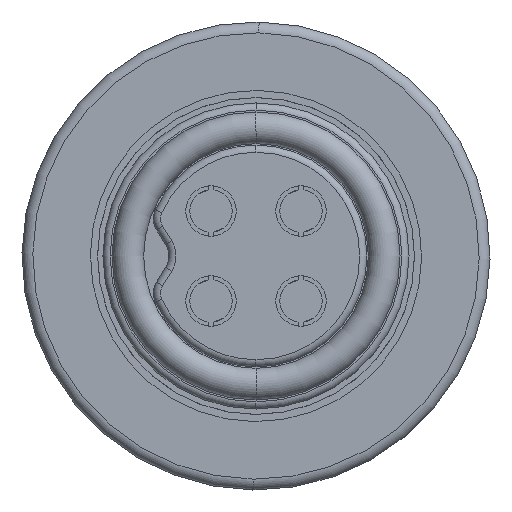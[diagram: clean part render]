
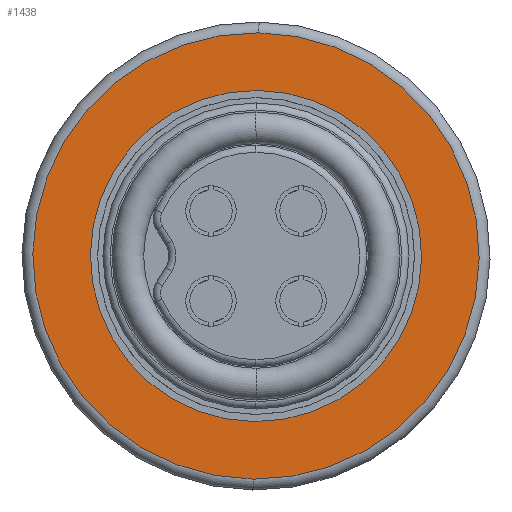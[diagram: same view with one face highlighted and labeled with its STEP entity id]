
A CAD part, left-side view. The second image highlights one B-rep face of the part: STEP entity #1438.
In plain terms, the highlighted planar face has unit normal (-1, 0, 0).
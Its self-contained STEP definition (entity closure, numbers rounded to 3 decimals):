
#7 = CARTESIAN_POINT ( 'NONE',  ( 0., 0., 2.3 ) ) ;
#244 = AXIS2_PLACEMENT_3D ( 'NONE', #278, #2422, #3061 ) ;
#278 = CARTESIAN_POINT ( 'NONE',  ( 0., 0., 0. ) ) ;
#308 = CIRCLE ( 'NONE', #244, 2.3 ) ;
#398 = EDGE_LOOP ( 'NONE', ( #1875, #3015 ) ) ;
#435 = CIRCLE ( 'NONE', #3674, 3.1 ) ;
#563 = VERTEX_POINT ( 'NONE', #3293 ) ;
#564 = FACE_BOUND ( 'NONE', #1852, .T. ) ;
#582 = DIRECTION ( 'NONE',  ( -1., 0., 0. ) ) ;
#756 = ORIENTED_EDGE ( 'NONE', *, *, #1292, .F. ) ;
#900 = AXIS2_PLACEMENT_3D ( 'NONE', #1535, #3750, #1596 ) ;
#1191 = CARTESIAN_POINT ( 'NONE',  ( 0., 0., 0. ) ) ;
#1208 = DIRECTION ( 'NONE',  ( 0., 0., -1. ) ) ;
#1292 = EDGE_CURVE ( 'NONE', #563, #3175, #308, .T. ) ;
#1386 = EDGE_CURVE ( 'NONE', #2718, #2155, #435, .T. ) ;
#1438 = ADVANCED_FACE ( 'NONE', ( #3359, #564 ), #1835, .F. ) ;
#1535 = CARTESIAN_POINT ( 'NONE',  ( 0., 0., 0. ) ) ;
#1596 = DIRECTION ( 'NONE',  ( 0., 0., -1. ) ) ;
#1728 = DIRECTION ( 'NONE',  ( -1., 0., 0. ) ) ;
#1835 = PLANE ( 'NONE',  #2771 ) ;
#1852 = EDGE_LOOP ( 'NONE', ( #2108, #756 ) ) ;
#1875 = ORIENTED_EDGE ( 'NONE', *, *, #1386, .T. ) ;
#1961 = CARTESIAN_POINT ( 'NONE',  ( 0., 0., 0. ) ) ;
#2108 = ORIENTED_EDGE ( 'NONE', *, *, #2256, .F. ) ;
#2134 = CIRCLE ( 'NONE', #900, 3.1 ) ;
#2155 = VERTEX_POINT ( 'NONE', #3771 ) ;
#2168 = DIRECTION ( 'NONE',  ( 0., 0., -1. ) ) ;
#2256 = EDGE_CURVE ( 'NONE', #3175, #563, #2555, .T. ) ;
#2309 = DIRECTION ( 'NONE',  ( 0., 0., 1. ) ) ;
#2422 = DIRECTION ( 'NONE',  ( -1., 0., 0. ) ) ;
#2555 = CIRCLE ( 'NONE', #3610, 2.3 ) ;
#2718 = VERTEX_POINT ( 'NONE', #3042 ) ;
#2771 = AXIS2_PLACEMENT_3D ( 'NONE', #3079, #3958, #1208 ) ;
#3015 = ORIENTED_EDGE ( 'NONE', *, *, #3983, .T. ) ;
#3042 = CARTESIAN_POINT ( 'NONE',  ( 0., 0., -3.1 ) ) ;
#3061 = DIRECTION ( 'NONE',  ( 0., 0., 1. ) ) ;
#3079 = CARTESIAN_POINT ( 'NONE',  ( 0., 0., 0. ) ) ;
#3175 = VERTEX_POINT ( 'NONE', #7 ) ;
#3293 = CARTESIAN_POINT ( 'NONE',  ( 0., 0., -2.3 ) ) ;
#3359 = FACE_OUTER_BOUND ( 'NONE', #398, .T. ) ;
#3610 = AXIS2_PLACEMENT_3D ( 'NONE', #1961, #1728, #2309 ) ;
#3674 = AXIS2_PLACEMENT_3D ( 'NONE', #1191, #582, #2168 ) ;
#3750 = DIRECTION ( 'NONE',  ( -1., 0., 0. ) ) ;
#3771 = CARTESIAN_POINT ( 'NONE',  ( 0., 0., 3.1 ) ) ;
#3958 = DIRECTION ( 'NONE',  ( 1., 0., 0. ) ) ;
#3983 = EDGE_CURVE ( 'NONE', #2155, #2718, #2134, .T. ) ;
